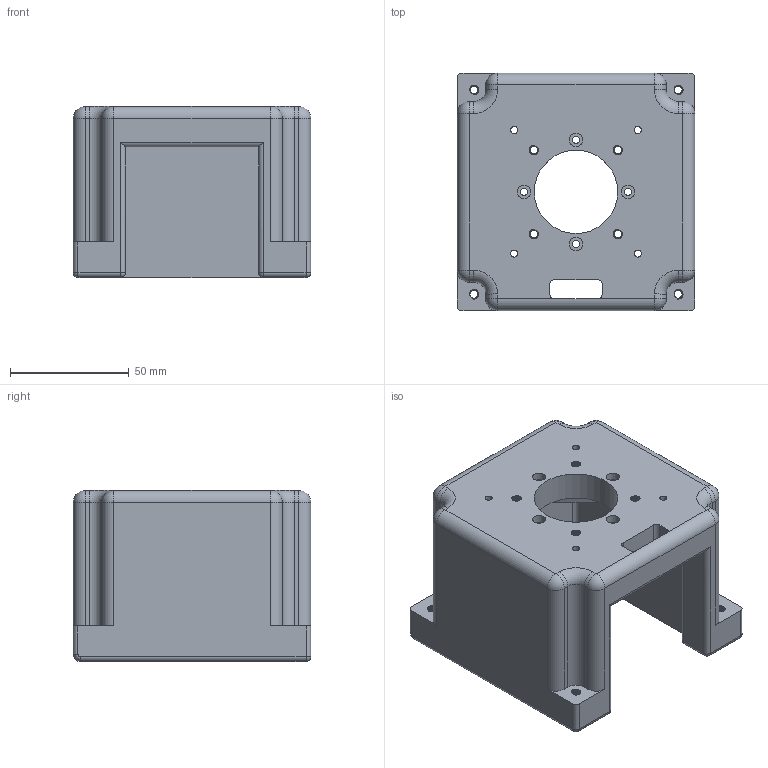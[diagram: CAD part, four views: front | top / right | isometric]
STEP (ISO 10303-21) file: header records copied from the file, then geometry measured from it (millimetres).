
FILE_DESCRIPTION(/* description */ (''),/* implementation_level */ '2;1');
FILE_NAME(/* name */ '',/* time_stamp */ '2023-10-04T16:19:51+08:00',/* author */ (''),/* organization */ (''),/* preprocessor_version */ 'ST-DEVELOPER v20',/* originating_system */ 'Autodesk Translation Framework v12.14.0.127',/* authorisation */ '');
FILE_SCHEMA (('AUTOMOTIVE_DESIGN { 1 0 10303 214 3 1 1 }'));
Products named in the file (1): 底座 第四版
Bounding box: 100 x 100 x 72 mm (x, y, z)
Volume: 354276.7 mm3; surface area: 60400.5 mm2
Topology: 1 solids, 1 shells, 528 faces, 1506 edges, 984 vertices
Faces by surface type: cylinder 451, plane 39, bspline 18, sphere 14, torus 6
Full cylindrical faces by diameter (mm): 3 x8, 3.332 x88, 4.109 x52, 5.6 x4, 35.1 x1
Entity records: 39012 total; most frequent: CARTESIAN_POINT 26645, ORIENTED_EDGE 3012, DIRECTION 1906, EDGE_CURVE 1506, VERTEX_POINT 984, B_SPLINE_CURVE_WITH_KNOTS 798, AXIS2_PLACEMENT_3D 687, EDGE_LOOP 568
